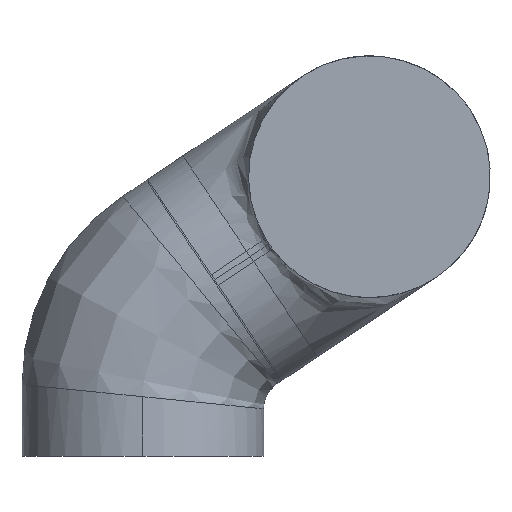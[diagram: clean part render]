
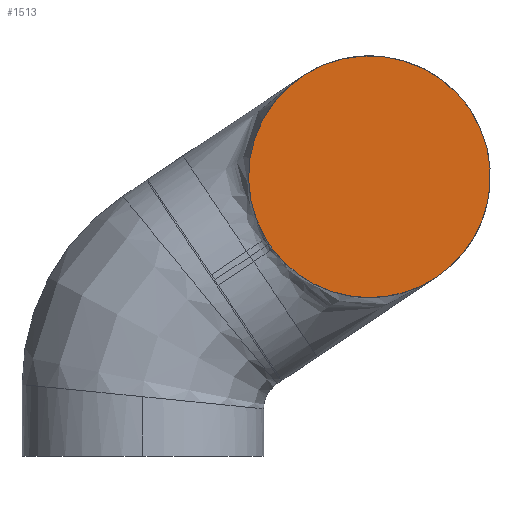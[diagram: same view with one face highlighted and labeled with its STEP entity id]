
A CAD part, front view. The second image highlights one B-rep face of the part: STEP entity #1513.
In plain terms, the highlighted planar face has unit normal (0, -1, 0).
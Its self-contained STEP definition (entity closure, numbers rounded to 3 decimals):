
#28 = CARTESIAN_POINT ( 'NONE',  ( 82.855, -95.15, 356.394 ) ) ;
#99 = CARTESIAN_POINT ( 'NONE',  ( 178.35, -95.15, 475.324 ) ) ;
#407 = FACE_OUTER_BOUND ( 'NONE', #3172, .T. ) ;
#439 = CARTESIAN_POINT ( 'NONE',  ( 230.439, -95.15, 397.367 ) ) ;
#461 = DIRECTION ( 'NONE',  ( 0., 1., 0. ) ) ;
#490 = CARTESIAN_POINT ( 'NONE',  ( 121.65, -95.15, 324.676 ) ) ;
#541 = CARTESIAN_POINT ( 'NONE',  ( 166.733, -95.15, 321.277 ) ) ;
#621 = CARTESIAN_POINT ( 'NONE',  ( 85.9, -95.15, 352.134 ) ) ;
#635 = CARTESIAN_POINT ( 'NONE',  ( 74.312, -95.15, 372.639 ) ) ;
#799 = CARTESIAN_POINT ( 'NONE',  ( 81.426, -95.15, 358.796 ) ) ;
#1169 = EDGE_CURVE ( 'NONE', #2784, #10619, #8279, .T. ) ;
#1287 = CARTESIAN_POINT ( 'NONE',  ( 216.609, -95.15, 444.507 ) ) ;
#1320 = CARTESIAN_POINT ( 'NONE',  ( 221.34, -95.15, 436.554 ) ) ;
#1348 = AXIS2_PLACEMENT_3D ( 'NONE', #9449, #461, #7523 ) ;
#1479 = CARTESIAN_POINT ( 'NONE',  ( 88.928, -95.15, 348.079 ) ) ;
#1513 = ADVANCED_FACE ( 'NONE', ( #407 ), #10336, .F. ) ;
#1575 = CARTESIAN_POINT ( 'NONE',  ( 71.503, -95.15, 417.762 ) ) ;
#1691 = ORIENTED_EDGE ( 'NONE', *, *, #3173, .F. ) ;
#1746 = CARTESIAN_POINT ( 'NONE',  ( 163.63, -95.15, 479.319 ) ) ;
#1990 = CARTESIAN_POINT ( 'NONE',  ( 214.936, -95.15, 446.746 ) ) ;
#2257 = CARTESIAN_POINT ( 'NONE',  ( 228.497, -95.15, 382.238 ) ) ;
#2365 = CARTESIAN_POINT ( 'NONE',  ( 136.37, -95.15, 320.681 ) ) ;
#2784 = VERTEX_POINT ( 'NONE', #5119 ) ;
#3172 = EDGE_LOOP ( 'NONE', ( #10340, #6086, #1691, #7850 ) ) ;
#3173 = EDGE_CURVE ( 'NONE', #4039, #2784, #7489, .T. ) ;
#3341 = CARTESIAN_POINT ( 'NONE',  ( 70.509, -95.15, 387.41 ) ) ;
#3454 = CARTESIAN_POINT ( 'NONE',  ( 105.287, -95.15, 466.918 ) ) ;
#3692 = CARTESIAN_POINT ( 'NONE',  ( 215.773, -95.15, 445.626 ) ) ;
#4027 = CARTESIAN_POINT ( 'NONE',  ( 216.327, -95.15, 354.415 ) ) ;
#4039 = VERTEX_POINT ( 'NONE', #4989 ) ;
#4079 = CARTESIAN_POINT ( 'NONE',  ( 107.948, -95.15, 331.378 ) ) ;
#4185 = CARTESIAN_POINT ( 'NONE',  ( 225.688, -95.15, 427.361 ) ) ;
#4279 = CARTESIAN_POINT ( 'NONE',  ( 78.66, -95.15, 363.446 ) ) ;
#4337 = CARTESIAN_POINT ( 'NONE',  ( 76.263, -95.15, 432.253 ) ) ;
#4625 = CARTESIAN_POINT ( 'NONE',  ( 81.247, -95.15, 359.097 ) ) ;
#4854 = CARTESIAN_POINT ( 'NONE',  ( 84.227, -95.15, 354.374 ) ) ;
#4966 = CARTESIAN_POINT ( 'NONE',  ( 229.491, -95.15, 412.59 ) ) ;
#4989 = CARTESIAN_POINT ( 'NONE',  ( 83.391, -95.15, 355.493 ) ) ;
#5005 = EDGE_CURVE ( 'NONE', #10619, #9193, #8721, .T. ) ;
#5068 = CARTESIAN_POINT ( 'NONE',  ( 194.713, -95.15, 333.082 ) ) ;
#5119 = CARTESIAN_POINT ( 'NONE',  ( 81.247, -95.15, 359.097 ) ) ;
#5849 = CARTESIAN_POINT ( 'NONE',  ( 95.757, -95.15, 340.544 ) ) ;
#6086 = ORIENTED_EDGE ( 'NONE', *, *, #1169, .F. ) ;
#6680 = CARTESIAN_POINT ( 'NONE',  ( 217.859, -95.15, 442.405 ) ) ;
#6734 = CARTESIAN_POINT ( 'NONE',  ( 218.574, -95.15, 441.204 ) ) ;
#6788 = CARTESIAN_POINT ( 'NONE',  ( 85.064, -95.15, 353.254 ) ) ;
#6893 = CARTESIAN_POINT ( 'NONE',  ( 181.285, -95.15, 325.848 ) ) ;
#6932 = CARTESIAN_POINT ( 'NONE',  ( 69.561, -95.15, 402.633 ) ) ;
#6989 = CARTESIAN_POINT ( 'NONE',  ( 118.715, -95.15, 474.152 ) ) ;
#7043 = CARTESIAN_POINT ( 'NONE',  ( 133.267, -95.15, 478.723 ) ) ;
#7278 = CARTESIAN_POINT ( 'NONE',  ( 192.052, -95.15, 468.622 ) ) ;
#7489 = B_SPLINE_CURVE_WITH_KNOTS ( 'NONE', 3,
 ( #9028, #28, #8848, #799, #4625 ),
 .UNSPECIFIED., .F., .F.,
 ( 4, 1, 4 ),
 ( 0., 0.003, 0.004 ),
 .UNSPECIFIED. ) ;
#7523 = DIRECTION ( 'NONE',  ( -0.556, 0., 0.831 ) ) ;
#7766 = CARTESIAN_POINT ( 'NONE',  ( 85.9, -95.15, 352.134 ) ) ;
#7850 = ORIENTED_EDGE ( 'NONE', *, *, #9552, .F. ) ;
#7861 = CARTESIAN_POINT ( 'NONE',  ( 83.673, -95.15, 445.585 ) ) ;
#8274 = CARTESIAN_POINT ( 'NONE',  ( 204.243, -95.15, 459.456 ) ) ;
#8279 = B_SPLINE_CURVE_WITH_KNOTS ( 'NONE', 3,
 ( #8684, #4279, #635, #3341, #6932, #1575, #4337, #7861, #11452, #3454, #6989, #7043, #10043, #1746, #99, #7278, #8274, #10868, #1990, #3692, #11626 ),
 .UNSPECIFIED., .F., .F.,
 ( 4, 1, 1, 1, 1, 1, 1, 1, 1, 1, 1, 1, 1, 1, 1, 1, 2, 4 ),
 ( 0., 0.015, 0.03, 0.045, 0.06, 0.076, 0.091, 0.106, 0.121, 0.136, 0.151, 0.166, 0.181, 0.196, 0.212, 0.227, 0.242, 0.246 ),
 .UNSPECIFIED. ) ;
#8589 = CARTESIAN_POINT ( 'NONE',  ( 217.145, -95.15, 443.606 ) ) ;
#8684 = CARTESIAN_POINT ( 'NONE',  ( 81.247, -95.15, 359.097 ) ) ;
#8721 = B_SPLINE_CURVE_WITH_KNOTS ( 'NONE', 3,
 ( #10473, #8589, #6680, #6734, #1320, #4185, #4966, #439, #2257, #11414, #4027, #10259, #5068, #6893, #541, #9589, #2365, #490, #4079, #5849, #1479, #7766 ),
 .UNSPECIFIED., .F., .F.,
 ( 4, 1, 2, 1, 1, 1, 1, 1, 1, 1, 1, 1, 1, 1, 1, 1, 1, 1, 4 ),
 ( 0., 0.003, 0.004, 0.02, 0.035, 0.05, 0.066, 0.081, 0.096, 0.112, 0.127, 0.142, 0.158, 0.173, 0.188, 0.203, 0.219, 0.234, 0.249 ),
 .UNSPECIFIED. ) ;
#8848 = CARTESIAN_POINT ( 'NONE',  ( 82.141, -95.15, 357.595 ) ) ;
#8891 = B_SPLINE_CURVE_WITH_KNOTS ( 'NONE', 3,
 ( #9368, #6788, #4854, #11081 ),
 .UNSPECIFIED., .F., .F.,
 ( 4, 4 ),
 ( 0., 0.004 ),
 .UNSPECIFIED. ) ;
#9028 = CARTESIAN_POINT ( 'NONE',  ( 83.391, -95.15, 355.493 ) ) ;
#9193 = VERTEX_POINT ( 'NONE', #621 ) ;
#9368 = CARTESIAN_POINT ( 'NONE',  ( 85.9, -95.15, 352.134 ) ) ;
#9449 = CARTESIAN_POINT ( 'NONE',  ( 150., -95.15, 400. ) ) ;
#9552 = EDGE_CURVE ( 'NONE', #9193, #4039, #8891, .T. ) ;
#9589 = CARTESIAN_POINT ( 'NONE',  ( 151.58, -95.15, 319.534 ) ) ;
#10043 = CARTESIAN_POINT ( 'NONE',  ( 148.42, -95.15, 480.466 ) ) ;
#10259 = CARTESIAN_POINT ( 'NONE',  ( 206.536, -95.15, 342.719 ) ) ;
#10336 = PLANE ( 'NONE',  #1348 ) ;
#10340 = ORIENTED_EDGE ( 'NONE', *, *, #5005, .F. ) ;
#10473 = CARTESIAN_POINT ( 'NONE',  ( 216.609, -95.15, 444.507 ) ) ;
#10619 = VERTEX_POINT ( 'NONE', #1287 ) ;
#10868 = CARTESIAN_POINT ( 'NONE',  ( 211.072, -95.15, 451.921 ) ) ;
#11081 = CARTESIAN_POINT ( 'NONE',  ( 83.391, -95.15, 355.493 ) ) ;
#11414 = CARTESIAN_POINT ( 'NONE',  ( 223.737, -95.15, 367.747 ) ) ;
#11452 = CARTESIAN_POINT ( 'NONE',  ( 93.464, -95.15, 457.281 ) ) ;
#11626 = CARTESIAN_POINT ( 'NONE',  ( 216.609, -95.15, 444.507 ) ) ;
